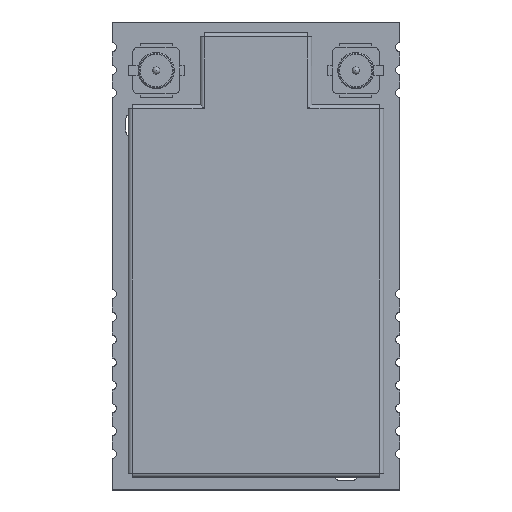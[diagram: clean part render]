
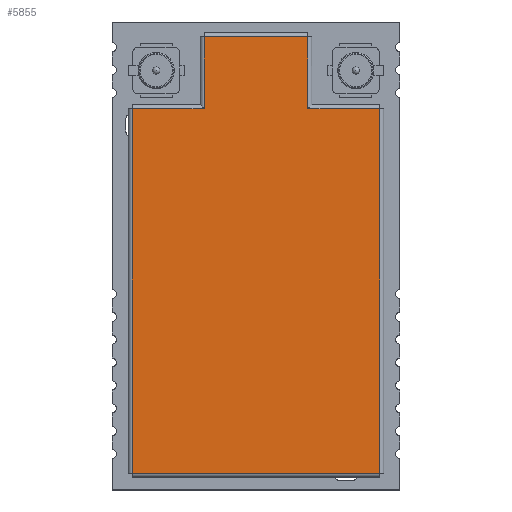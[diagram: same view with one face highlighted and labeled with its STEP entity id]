
A CAD part, top view. The second image highlights one B-rep face of the part: STEP entity #5855.
In plain terms, the highlighted face is planar.
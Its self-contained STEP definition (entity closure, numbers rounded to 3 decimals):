
#5855 = ADVANCED_FACE('',(#5856),#5922,.T.);
#5856 = FACE_BOUND('',#5857,.T.);
#5857 = EDGE_LOOP('',(#5858,#5868,#5876,#5884,#5892,#5900,#5908,#5916));
#5858 = ORIENTED_EDGE('',*,*,#5859,.T.);
#5859 = EDGE_CURVE('',#5860,#5862,#5864,.T.);
#5860 = VERTEX_POINT('',#5861);
#5861 = CARTESIAN_POINT('',(4.22,0.,-24.48));
#5862 = VERTEX_POINT('',#5863);
#5863 = CARTESIAN_POINT('',(4.22,0.,-20.48));
#5864 = LINE('',#5865,#5866);
#5865 = CARTESIAN_POINT('',(4.22,0.,-24.486));
#5866 = VECTOR('',#5867,1.);
#5867 = DIRECTION('',(-0.,-0.,1.));
#5868 = ORIENTED_EDGE('',*,*,#5869,.T.);
#5869 = EDGE_CURVE('',#5862,#5870,#5872,.T.);
#5870 = VERTEX_POINT('',#5871);
#5871 = CARTESIAN_POINT('',(0.22,0.,-20.48));
#5872 = LINE('',#5873,#5874);
#5873 = CARTESIAN_POINT('',(4.22,0.,-20.48));
#5874 = VECTOR('',#5875,1.);
#5875 = DIRECTION('',(-1.,0.,0.));
#5876 = ORIENTED_EDGE('',*,*,#5877,.T.);
#5877 = EDGE_CURVE('',#5870,#5878,#5880,.T.);
#5878 = VERTEX_POINT('',#5879);
#5879 = CARTESIAN_POINT('',(0.22,0.,-0.22));
#5880 = LINE('',#5881,#5882);
#5881 = CARTESIAN_POINT('',(0.22,0.,-20.486));
#5882 = VECTOR('',#5883,1.);
#5883 = DIRECTION('',(-0.,-0.,1.));
#5884 = ORIENTED_EDGE('',*,*,#5885,.T.);
#5885 = EDGE_CURVE('',#5878,#5886,#5888,.T.);
#5886 = VERTEX_POINT('',#5887);
#5887 = CARTESIAN_POINT('',(13.98,0.,-0.22));
#5888 = LINE('',#5889,#5890);
#5889 = CARTESIAN_POINT('',(0.214,0.,-0.22));
#5890 = VECTOR('',#5891,1.);
#5891 = DIRECTION('',(1.,0.,0.));
#5892 = ORIENTED_EDGE('',*,*,#5893,.T.);
#5893 = EDGE_CURVE('',#5886,#5894,#5896,.T.);
#5894 = VERTEX_POINT('',#5895);
#5895 = CARTESIAN_POINT('',(13.98,0.,-20.48));
#5896 = LINE('',#5897,#5898);
#5897 = CARTESIAN_POINT('',(13.98,0.,-0.214));
#5898 = VECTOR('',#5899,1.);
#5899 = DIRECTION('',(-0.,-0.,-1.));
#5900 = ORIENTED_EDGE('',*,*,#5901,.T.);
#5901 = EDGE_CURVE('',#5894,#5902,#5904,.T.);
#5902 = VERTEX_POINT('',#5903);
#5903 = CARTESIAN_POINT('',(9.98,0.,-20.48));
#5904 = LINE('',#5905,#5906);
#5905 = CARTESIAN_POINT('',(13.986,0.,-20.48));
#5906 = VECTOR('',#5907,1.);
#5907 = DIRECTION('',(-1.,0.,0.));
#5908 = ORIENTED_EDGE('',*,*,#5909,.T.);
#5909 = EDGE_CURVE('',#5902,#5910,#5912,.T.);
#5910 = VERTEX_POINT('',#5911);
#5911 = CARTESIAN_POINT('',(9.98,0.,-24.48));
#5912 = LINE('',#5913,#5914);
#5913 = CARTESIAN_POINT('',(9.98,0.,-20.48));
#5914 = VECTOR('',#5915,1.);
#5915 = DIRECTION('',(-0.,-0.,-1.));
#5916 = ORIENTED_EDGE('',*,*,#5917,.T.);
#5917 = EDGE_CURVE('',#5910,#5860,#5918,.T.);
#5918 = LINE('',#5919,#5920);
#5919 = CARTESIAN_POINT('',(9.986,0.,-24.48));
#5920 = VECTOR('',#5921,1.);
#5921 = DIRECTION('',(-1.,0.,0.));
#5922 = PLANE('',#5923);
#5923 = AXIS2_PLACEMENT_3D('',#5924,#5925,#5926);
#5924 = CARTESIAN_POINT('',(0.,0.,0.));
#5925 = DIRECTION('',(0.,1.,0.));
#5926 = DIRECTION('',(0.,-0.,1.));
